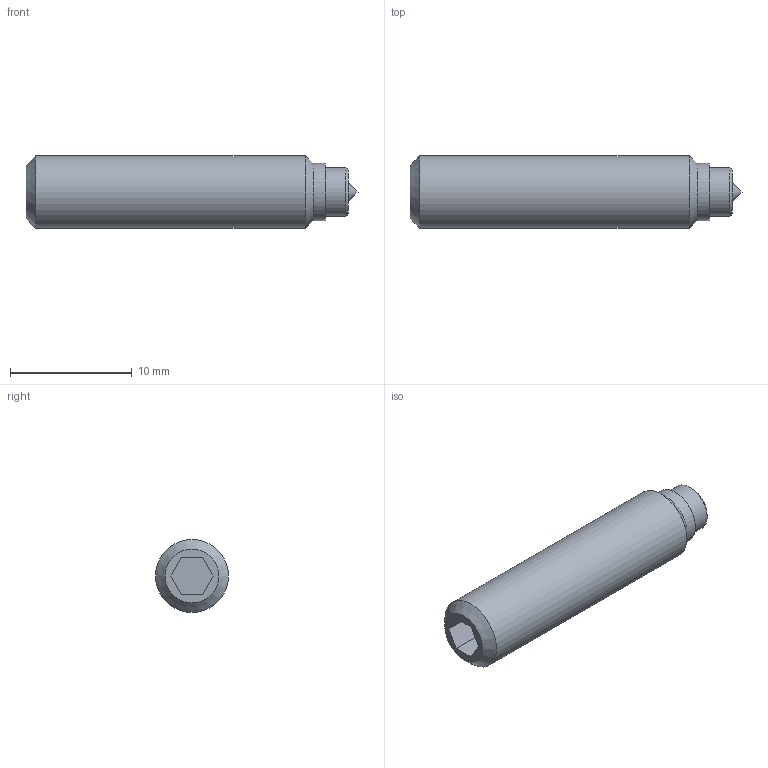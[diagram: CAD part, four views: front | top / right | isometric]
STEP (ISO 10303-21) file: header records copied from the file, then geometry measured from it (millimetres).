
FILE_DESCRIPTION( ( 'STEP AP214' ), '1' );
FILE_NAME( 'K0272.06X27.stp', '2020-11-27T10:17:50', ( '' ), ( '' ), ' ', 'PARTsolutions', ' ' );
FILE_SCHEMA( ( 'AUTOMOTIVE_DESIGN { 1 0 10303 214 1 1 1 1 }' ) );
Length unit declared in the file: millimetre
Products named in the file (1): _K0272.06X27
Bounding box: 27.3 x 6 x 6 mm (x, y, z)
Volume: 670.1 mm3; surface area: 606.5 mm2
Topology: 1 solids, 3 shells, 24 faces, 51 edges, 33 vertices
Faces by surface type: plane 12, cone 7, cylinder 5
Full cylindrical faces by diameter (mm): 3.98 x2, 4 x1, 4.7 x1, 6 x1
Entity records: 748 total; most frequent: DIRECTION 98, CARTESIAN_POINT 87, ORIENTED_EDGE 66, AXIS2_PLACEMENT_3D 40, EDGE_LOOP 38, EDGE_CURVE 33, FACE_OUTER_BOUND 29, VERTEX_POINT 29
